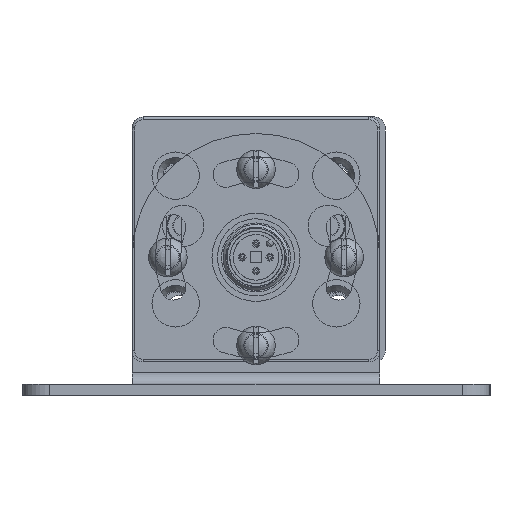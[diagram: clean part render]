
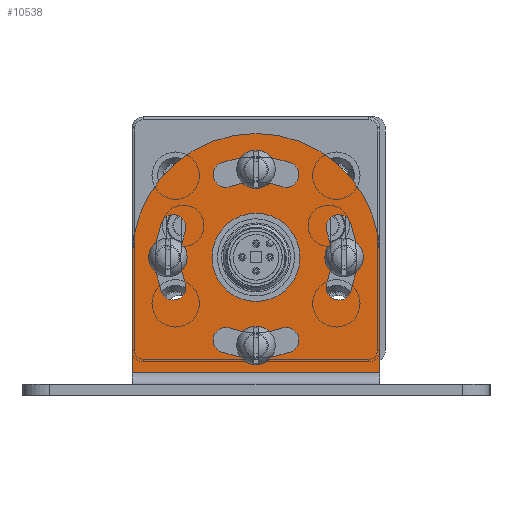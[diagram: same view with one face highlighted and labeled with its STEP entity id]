
A CAD part, front view. The second image highlights one B-rep face of the part: STEP entity #10538.
In plain terms, the highlighted planar face has unit normal (0, -1, 0).
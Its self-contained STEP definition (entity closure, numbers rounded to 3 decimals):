
#930=LINE('',#16930,#1728);
#939=LINE('',#16956,#1737);
#940=LINE('',#16958,#1738);
#1728=VECTOR('',#13977,1000.);
#1737=VECTOR('',#13996,1000.);
#1738=VECTOR('',#13999,1000.);
#2255=PLANE('',#11599);
#4080=ORIENTED_EDGE('',*,*,#5938,.T.);
#4081=ORIENTED_EDGE('',*,*,#5939,.F.);
#4082=ORIENTED_EDGE('',*,*,#5925,.T.);
#4083=ORIENTED_EDGE('',*,*,#5922,.T.);
#4084=ORIENTED_EDGE('',*,*,#5920,.T.);
#4085=ORIENTED_EDGE('',*,*,#5917,.T.);
#4086=ORIENTED_EDGE('',*,*,#5914,.T.);
#4087=ORIENTED_EDGE('',*,*,#5911,.T.);
#4088=ORIENTED_EDGE('',*,*,#5908,.T.);
#4089=ORIENTED_EDGE('',*,*,#5905,.T.);
#4090=ORIENTED_EDGE('',*,*,#5902,.T.);
#4091=ORIENTED_EDGE('',*,*,#5899,.T.);
#4092=ORIENTED_EDGE('',*,*,#5895,.T.);
#4093=ORIENTED_EDGE('',*,*,#5894,.T.);
#4094=ORIENTED_EDGE('',*,*,#5891,.T.);
#4095=ORIENTED_EDGE('',*,*,#5888,.T.);
#4096=ORIENTED_EDGE('',*,*,#5885,.T.);
#4097=ORIENTED_EDGE('',*,*,#5882,.T.);
#4098=ORIENTED_EDGE('',*,*,#5879,.T.);
#4099=ORIENTED_EDGE('',*,*,#5876,.T.);
#4100=ORIENTED_EDGE('',*,*,#5873,.T.);
#5873=EDGE_CURVE('',#6993,#6992,#7696,.F.);
#5876=EDGE_CURVE('',#6995,#6993,#7698,.F.);
#5879=EDGE_CURVE('',#6997,#6995,#7700,.F.);
#5882=EDGE_CURVE('',#6992,#6997,#7702,.T.);
#5885=EDGE_CURVE('',#7001,#7000,#7704,.F.);
#5888=EDGE_CURVE('',#7003,#7001,#7706,.F.);
#5891=EDGE_CURVE('',#7005,#7003,#7708,.F.);
#5894=EDGE_CURVE('',#7000,#7005,#7710,.T.);
#5895=EDGE_CURVE('',#7006,#7006,#7711,.T.);
#5899=EDGE_CURVE('',#7011,#7010,#7714,.F.);
#5902=EDGE_CURVE('',#7013,#7011,#7716,.F.);
#5905=EDGE_CURVE('',#7015,#7013,#7718,.F.);
#5908=EDGE_CURVE('',#7010,#7015,#7720,.T.);
#5911=EDGE_CURVE('',#7019,#7018,#7722,.F.);
#5914=EDGE_CURVE('',#7021,#7019,#7724,.F.);
#5917=EDGE_CURVE('',#7023,#7021,#7726,.F.);
#5920=EDGE_CURVE('',#7018,#7023,#7728,.T.);
#5922=EDGE_CURVE('',#7026,#7025,#7729,.T.);
#5925=EDGE_CURVE('',#7028,#7026,#930,.T.);
#5938=EDGE_CURVE('',#7025,#7039,#939,.T.);
#5939=EDGE_CURVE('',#7028,#7039,#940,.T.);
#6992=VERTEX_POINT('',#16824);
#6993=VERTEX_POINT('',#16826);
#6995=VERTEX_POINT('',#16832);
#6997=VERTEX_POINT('',#16838);
#7000=VERTEX_POINT('',#16848);
#7001=VERTEX_POINT('',#16850);
#7003=VERTEX_POINT('',#16856);
#7005=VERTEX_POINT('',#16862);
#7006=VERTEX_POINT('',#16869);
#7010=VERTEX_POINT('',#16877);
#7011=VERTEX_POINT('',#16879);
#7013=VERTEX_POINT('',#16885);
#7015=VERTEX_POINT('',#16891);
#7018=VERTEX_POINT('',#16901);
#7019=VERTEX_POINT('',#16903);
#7021=VERTEX_POINT('',#16909);
#7023=VERTEX_POINT('',#16915);
#7025=VERTEX_POINT('',#16923);
#7026=VERTEX_POINT('',#16925);
#7028=VERTEX_POINT('',#16931);
#7039=VERTEX_POINT('',#16955);
#7696=CIRCLE('',#11541,2.3);
#7698=CIRCLE('',#11544,18.3);
#7700=CIRCLE('',#11547,2.3);
#7702=CIRCLE('',#11550,13.7);
#7704=CIRCLE('',#11553,2.3);
#7706=CIRCLE('',#11556,18.3);
#7708=CIRCLE('',#11559,2.3);
#7710=CIRCLE('',#11562,13.7);
#7711=CIRCLE('',#11564,8.);
#7714=CIRCLE('',#11568,2.3);
#7716=CIRCLE('',#11571,18.3);
#7718=CIRCLE('',#11574,2.3);
#7720=CIRCLE('',#11577,13.7);
#7722=CIRCLE('',#11580,2.3);
#7724=CIRCLE('',#11583,18.3);
#7726=CIRCLE('',#11586,2.3);
#7728=CIRCLE('',#11589,13.7);
#7729=CIRCLE('',#11591,22.5);
#8440=EDGE_LOOP('',(#4080,#4081,#4082,#4083));
#8441=EDGE_LOOP('',(#4084,#4085,#4086,#4087));
#8442=EDGE_LOOP('',(#4088,#4089,#4090,#4091));
#8443=EDGE_LOOP('',(#4092));
#8444=EDGE_LOOP('',(#4093,#4094,#4095,#4096));
#8445=EDGE_LOOP('',(#4097,#4098,#4099,#4100));
#9301=FACE_BOUND('',#8440,.T.);
#9302=FACE_BOUND('',#8441,.T.);
#9303=FACE_BOUND('',#8442,.T.);
#9304=FACE_BOUND('',#8443,.T.);
#9305=FACE_BOUND('',#8444,.T.);
#9306=FACE_BOUND('',#8445,.T.);
#10538=ADVANCED_FACE('',(#9301,#9302,#9303,#9304,#9305,#9306),#2255,.T.);
#11541=AXIS2_PLACEMENT_3D('',#16825,#13854,#13855);
#11544=AXIS2_PLACEMENT_3D('',#16831,#13861,#13862);
#11547=AXIS2_PLACEMENT_3D('',#16837,#13868,#13869);
#11550=AXIS2_PLACEMENT_3D('',#16842,#13875,#13876);
#11553=AXIS2_PLACEMENT_3D('',#16849,#13882,#13883);
#11556=AXIS2_PLACEMENT_3D('',#16855,#13889,#13890);
#11559=AXIS2_PLACEMENT_3D('',#16861,#13896,#13897);
#11562=AXIS2_PLACEMENT_3D('',#16866,#13903,#13904);
#11564=AXIS2_PLACEMENT_3D('',#16868,#13907,#13908);
#11568=AXIS2_PLACEMENT_3D('',#16878,#13916,#13917);
#11571=AXIS2_PLACEMENT_3D('',#16884,#13923,#13924);
#11574=AXIS2_PLACEMENT_3D('',#16890,#13930,#13931);
#11577=AXIS2_PLACEMENT_3D('',#16895,#13937,#13938);
#11580=AXIS2_PLACEMENT_3D('',#16902,#13944,#13945);
#11583=AXIS2_PLACEMENT_3D('',#16908,#13951,#13952);
#11586=AXIS2_PLACEMENT_3D('',#16914,#13958,#13959);
#11589=AXIS2_PLACEMENT_3D('',#16919,#13965,#13966);
#11591=AXIS2_PLACEMENT_3D('',#16924,#13970,#13971);
#11599=AXIS2_PLACEMENT_3D('',#16957,#13997,#13998);
#13854=DIRECTION('',(0.,-1.,0.));
#13855=DIRECTION('',(0.,0.,-1.));
#13861=DIRECTION('',(0.,-1.,0.));
#13862=DIRECTION('',(0.,0.,-1.));
#13868=DIRECTION('',(0.,-1.,0.));
#13869=DIRECTION('',(0.,0.,-1.));
#13875=DIRECTION('',(0.,-1.,0.));
#13876=DIRECTION('',(0.,0.,-1.));
#13882=DIRECTION('',(0.,-1.,0.));
#13883=DIRECTION('',(0.,0.,-1.));
#13889=DIRECTION('',(0.,-1.,0.));
#13890=DIRECTION('',(0.,0.,-1.));
#13896=DIRECTION('',(0.,-1.,0.));
#13897=DIRECTION('',(0.,0.,-1.));
#13903=DIRECTION('',(0.,-1.,0.));
#13904=DIRECTION('',(0.,0.,-1.));
#13907=DIRECTION('',(0.,1.,0.));
#13908=DIRECTION('',(1.,0.,0.));
#13916=DIRECTION('',(0.,-1.,0.));
#13917=DIRECTION('',(0.,0.,-1.));
#13923=DIRECTION('',(0.,-1.,0.));
#13924=DIRECTION('',(0.,0.,-1.));
#13930=DIRECTION('',(0.,-1.,0.));
#13931=DIRECTION('',(0.,0.,-1.));
#13937=DIRECTION('',(0.,-1.,0.));
#13938=DIRECTION('',(0.,0.,-1.));
#13944=DIRECTION('',(0.,-1.,0.));
#13945=DIRECTION('',(0.,0.,-1.));
#13951=DIRECTION('',(0.,-1.,0.));
#13952=DIRECTION('',(0.,0.,-1.));
#13958=DIRECTION('',(0.,-1.,0.));
#13959=DIRECTION('',(0.,0.,-1.));
#13965=DIRECTION('',(0.,-1.,0.));
#13966=DIRECTION('',(0.,0.,-1.));
#13970=DIRECTION('',(0.,-1.,0.));
#13971=DIRECTION('',(0.,0.,-1.));
#13977=DIRECTION('',(0.,0.,1.));
#13996=DIRECTION('',(0.,0.,-1.));
#13997=DIRECTION('',(0.,-1.,0.));
#13998=DIRECTION('',(0.,0.,-1.));
#13999=DIRECTION('',(-1.,0.,0.));
#16824=CARTESIAN_POINT('',(12.882,0.,20.337));
#16825=CARTESIAN_POINT('',(15.045,0.,19.554));
#16826=CARTESIAN_POINT('',(17.207,0.,18.771));
#16831=CARTESIAN_POINT('',(0.,0.,25.));
#16832=CARTESIAN_POINT('',(17.207,0.,31.229));
#16837=CARTESIAN_POINT('',(15.045,0.,30.446));
#16838=CARTESIAN_POINT('',(12.882,0.,29.663));
#16842=CARTESIAN_POINT('',(0.,0.,25.));
#16848=CARTESIAN_POINT('',(-12.882,0.,29.663));
#16849=CARTESIAN_POINT('',(-15.045,0.,30.446));
#16850=CARTESIAN_POINT('',(-17.207,0.,31.229));
#16855=CARTESIAN_POINT('',(0.,0.,25.));
#16856=CARTESIAN_POINT('',(-17.207,0.,18.771));
#16861=CARTESIAN_POINT('',(-15.045,0.,19.554));
#16862=CARTESIAN_POINT('',(-12.882,0.,20.337));
#16866=CARTESIAN_POINT('',(0.,0.,25.));
#16868=CARTESIAN_POINT('',(0.,0.,25.));
#16869=CARTESIAN_POINT('',(8.,0.,25.));
#16877=CARTESIAN_POINT('',(4.686,0.,37.874));
#16878=CARTESIAN_POINT('',(5.472,0.,40.035));
#16879=CARTESIAN_POINT('',(6.259,0.,42.196));
#16884=CARTESIAN_POINT('',(0.,0.,25.));
#16885=CARTESIAN_POINT('',(-6.259,0.,42.196));
#16890=CARTESIAN_POINT('',(-5.472,0.,40.035));
#16891=CARTESIAN_POINT('',(-4.686,0.,37.874));
#16895=CARTESIAN_POINT('',(0.,0.,25.));
#16901=CARTESIAN_POINT('',(-4.686,0.,12.126));
#16902=CARTESIAN_POINT('',(-5.472,0.,9.965));
#16903=CARTESIAN_POINT('',(-6.259,0.,7.804));
#16908=CARTESIAN_POINT('',(0.,0.,25.));
#16909=CARTESIAN_POINT('',(6.259,0.,7.804));
#16914=CARTESIAN_POINT('',(5.472,0.,9.965));
#16915=CARTESIAN_POINT('',(4.686,0.,12.126));
#16919=CARTESIAN_POINT('',(0.,0.,25.));
#16923=CARTESIAN_POINT('',(-22.5,0.,25.));
#16924=CARTESIAN_POINT('',(0.,0.,25.));
#16925=CARTESIAN_POINT('',(22.5,0.,25.));
#16930=CARTESIAN_POINT('',(22.5,0.,0.));
#16931=CARTESIAN_POINT('',(22.5,0.,4.));
#16955=CARTESIAN_POINT('',(-22.5,0.,4.));
#16956=CARTESIAN_POINT('',(-22.5,0.,0.));
#16957=CARTESIAN_POINT('',(0.,0.,0.));
#16958=CARTESIAN_POINT('',(22.5,0.,4.));
